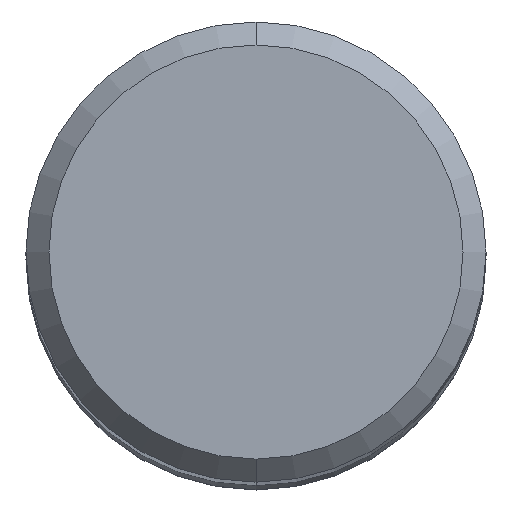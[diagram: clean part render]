
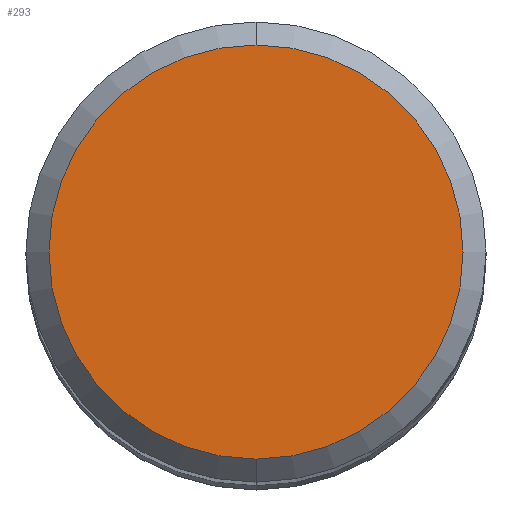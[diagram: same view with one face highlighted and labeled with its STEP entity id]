
A CAD part, top view. The second image highlights one B-rep face of the part: STEP entity #293.
In plain terms, the highlighted planar face has unit normal (0, 0, 1).
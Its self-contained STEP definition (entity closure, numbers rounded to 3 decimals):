
#293=ADVANCED_FACE('',(#625),#626,.T.);
#327=VERTEX_POINT('',#661);
#389=VERTEX_POINT('',#731);
#459=EDGE_CURVE('',#327,#389,#807,.T.);
#487=EDGE_CURVE('',#389,#327,#841,.T.);
#625=FACE_OUTER_BOUND('',#1104,.T.);
#626=PLANE('',#1105);
#661=CARTESIAN_POINT('',(0.,-4.5,0.0));
#731=CARTESIAN_POINT('',(0.0,4.5,0.0));
#807=CIRCLE('',#1482,4.5);
#841=CIRCLE('',#1537,4.5);
#1104=EDGE_LOOP('',(#1660,#1661));
#1105=AXIS2_PLACEMENT_3D('',#1662,#1663,#1664);
#1482=AXIS2_PLACEMENT_3D('',#1863,#1864,#1865);
#1537=AXIS2_PLACEMENT_3D('',#1924,#1925,#1926);
#1660=ORIENTED_EDGE('',*,*,#487,.F.);
#1661=ORIENTED_EDGE('',*,*,#459,.F.);
#1662=CARTESIAN_POINT('',(0.0,2.25,0.0));
#1663=DIRECTION('',(-0.0,0.0,1.0));
#1664=DIRECTION('',(0.0,-1.0,0.0));
#1863=CARTESIAN_POINT('',(0.0,0.0,0.0));
#1864=DIRECTION('',(0.0,0.0,-1.0));
#1865=DIRECTION('',(0.0,1.0,0.0));
#1924=CARTESIAN_POINT('',(0.0,0.0,0.0));
#1925=DIRECTION('',(0.0,0.0,-1.0));
#1926=DIRECTION('',(0.0,1.0,0.0));
